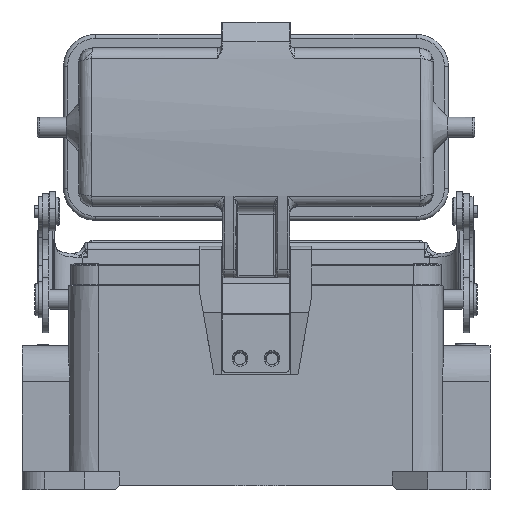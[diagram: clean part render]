
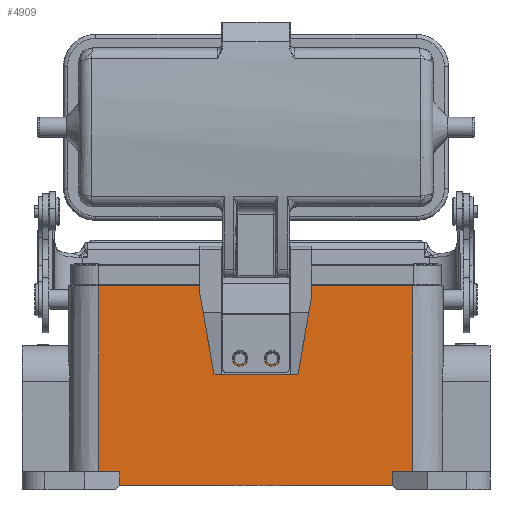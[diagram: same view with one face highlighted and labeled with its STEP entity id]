
A CAD part, front view. The second image highlights one B-rep face of the part: STEP entity #4909.
In plain terms, the highlighted planar face has unit normal (0, -1, 0.009).
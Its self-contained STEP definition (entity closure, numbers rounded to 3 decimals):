
#1048=FACE_BOUND('',#9249,.T.);
#1049=FACE_BOUND('',#9250,.T.);
#1050=FACE_BOUND('',#9251,.T.);
#1051=FACE_BOUND('',#9252,.T.);
#1942=PLANE('',#33970);
#4909=ADVANCED_FACE('',(#1048,#1049,#1050,#1051),#1942,.T.);
#9249=EDGE_LOOP('',(#21221));
#9250=EDGE_LOOP('',(#21222));
#9251=EDGE_LOOP('',(#21223));
#9252=EDGE_LOOP('',(#21224,#21225,#21226,#21227,#21228,#21229,#21230,#21231,
#21232,#21233,#21234,#21235));
#11167=LINE('',#57131,#13365);
#11168=LINE('',#57133,#13366);
#11180=LINE('',#57176,#13378);
#11185=LINE('',#57199,#13383);
#11192=LINE('',#57234,#13390);
#11221=LINE('',#57309,#13419);
#11224=LINE('',#57323,#13422);
#11231=LINE('',#57339,#13429);
#11365=LINE('',#57836,#13563);
#11378=LINE('',#57868,#13576);
#11380=LINE('',#57872,#13578);
#11381=LINE('',#57880,#13579);
#13365=VECTOR('',#39877,1.);
#13366=VECTOR('',#39880,1.);
#13378=VECTOR('',#39904,1.);
#13383=VECTOR('',#39917,1.);
#13390=VECTOR('',#39936,1.);
#13419=VECTOR('',#40009,1.);
#13422=VECTOR('',#40026,1.);
#13429=VECTOR('',#40037,1.);
#13563=VECTOR('',#40321,1.);
#13576=VECTOR('',#40354,1.);
#13578=VECTOR('',#40358,1.);
#13579=VECTOR('',#40367,1.);
#21221=ORIENTED_EDGE('',*,*,#29953,.F.);
#21222=ORIENTED_EDGE('',*,*,#29954,.F.);
#21223=ORIENTED_EDGE('',*,*,#29955,.F.);
#21224=ORIENTED_EDGE('',*,*,#29950,.T.);
#21225=ORIENTED_EDGE('',*,*,#29934,.T.);
#21226=ORIENTED_EDGE('',*,*,#29752,.F.);
#21227=ORIENTED_EDGE('',*,*,#29744,.T.);
#21228=ORIENTED_EDGE('',*,*,#29737,.F.);
#21229=ORIENTED_EDGE('',*,*,#29956,.T.);
#21230=ORIENTED_EDGE('',*,*,#29699,.F.);
#21231=ORIENTED_EDGE('',*,*,#29687,.T.);
#21232=ORIENTED_EDGE('',*,*,#29678,.T.);
#21233=ORIENTED_EDGE('',*,*,#29662,.T.);
#21234=ORIENTED_EDGE('',*,*,#29661,.F.);
#21235=ORIENTED_EDGE('',*,*,#29952,.F.);
#25522=VERTEX_POINT('',#57128);
#25523=VERTEX_POINT('',#57130);
#25524=VERTEX_POINT('',#57134);
#25537=VERTEX_POINT('',#57177);
#25543=VERTEX_POINT('',#57200);
#25553=VERTEX_POINT('',#57235);
#25574=VERTEX_POINT('',#57304);
#25576=VERTEX_POINT('',#57308);
#25581=VERTEX_POINT('',#57324);
#25588=VERTEX_POINT('',#57340);
#25708=VERTEX_POINT('',#57837);
#25717=VERTEX_POINT('',#57869);
#25718=VERTEX_POINT('',#57875);
#25719=VERTEX_POINT('',#57877);
#25720=VERTEX_POINT('',#57879);
#29661=EDGE_CURVE('',#25523,#25522,#11167,.T.);
#29662=EDGE_CURVE('',#25524,#25522,#11168,.T.);
#29678=EDGE_CURVE('',#25537,#25524,#11180,.T.);
#29687=EDGE_CURVE('',#25543,#25537,#11185,.T.);
#29699=EDGE_CURVE('',#25543,#25553,#11192,.T.);
#29737=EDGE_CURVE('',#25576,#25574,#11221,.T.);
#29744=EDGE_CURVE('',#25581,#25574,#11224,.T.);
#29752=EDGE_CURVE('',#25581,#25588,#11231,.T.);
#29934=EDGE_CURVE('',#25708,#25588,#11365,.T.);
#29950=EDGE_CURVE('',#25717,#25708,#11378,.T.);
#29952=EDGE_CURVE('',#25717,#25523,#11380,.T.);
#29953=EDGE_CURVE('',#25718,#25718,#31668,.T.);
#29954=EDGE_CURVE('',#25719,#25719,#31669,.T.);
#29955=EDGE_CURVE('',#25720,#25720,#31670,.T.);
#29956=EDGE_CURVE('',#25576,#25553,#11381,.T.);
#31668=CIRCLE('',#33967,1.5);
#31669=CIRCLE('',#33968,1.5);
#31670=CIRCLE('',#33969,1.5);
#33967=AXIS2_PLACEMENT_3D('',#57874,#40361,#40362);
#33968=AXIS2_PLACEMENT_3D('',#57876,#40363,#40364);
#33969=AXIS2_PLACEMENT_3D('',#57878,#40365,#40366);
#33970=AXIS2_PLACEMENT_3D('',#57881,#40368,#40369);
#39877=DIRECTION('',(1.,0.,0.));
#39880=DIRECTION('',(0.,-0.009,-1.));
#39904=DIRECTION('',(-1.,0.,0.));
#39917=DIRECTION('',(0.,0.009,1.));
#39936=DIRECTION('',(-1.,0.,0.));
#40009=DIRECTION('',(-1.,0.,0.));
#40026=DIRECTION('',(0.,-0.009,-1.));
#40037=DIRECTION('',(-1.,0.,0.));
#40321=DIRECTION('',(0.,-0.009,-1.));
#40354=DIRECTION('',(-1.,0.,0.));
#40358=DIRECTION('',(0.,-0.009,-1.));
#40361=DIRECTION('',(0.,-1.,0.009));
#40362=DIRECTION('',(1.,0.,0.));
#40363=DIRECTION('',(0.,-1.,0.009));
#40364=DIRECTION('',(1.,0.,0.));
#40365=DIRECTION('',(0.,-1.,0.009));
#40366=DIRECTION('',(1.,0.,0.));
#40367=DIRECTION('',(0.,0.009,1.));
#40368=DIRECTION('',(0.,-1.,0.009));
#40369=DIRECTION('',(-1.,0.,0.));
#57128=CARTESIAN_POINT('',(1.6,-21.526,21.5));
#57130=CARTESIAN_POINT('',(-1.6,-21.526,21.5));
#57131=CARTESIAN_POINT('',(-1.6,-21.526,21.5));
#57133=CARTESIAN_POINT('',(1.6,-21.5,24.5));
#57134=CARTESIAN_POINT('',(1.6,-21.5,24.5));
#57176=CARTESIAN_POINT('',(39.25,-21.5,24.5));
#57177=CARTESIAN_POINT('',(39.25,-21.5,24.5));
#57199=CARTESIAN_POINT('',(39.25,-21.906,-22.));
#57200=CARTESIAN_POINT('',(39.25,-21.906,-22.));
#57234=CARTESIAN_POINT('',(39.25,-21.906,-22.));
#57235=CARTESIAN_POINT('',(34.,-21.906,-22.));
#57304=CARTESIAN_POINT('',(-34.,-21.936,-25.5));
#57308=CARTESIAN_POINT('',(34.,-21.936,-25.5));
#57309=CARTESIAN_POINT('',(34.,-21.936,-25.5));
#57323=CARTESIAN_POINT('',(-34.,-21.906,-22.));
#57324=CARTESIAN_POINT('',(-34.,-21.906,-22.));
#57339=CARTESIAN_POINT('',(-34.,-21.906,-22.));
#57340=CARTESIAN_POINT('',(-39.25,-21.906,-22.));
#57836=CARTESIAN_POINT('',(-39.25,-21.5,24.5));
#57837=CARTESIAN_POINT('',(-39.25,-21.5,24.5));
#57868=CARTESIAN_POINT('',(-1.6,-21.5,24.5));
#57869=CARTESIAN_POINT('',(-1.6,-21.5,24.5));
#57872=CARTESIAN_POINT('',(-1.6,-21.5,24.5));
#57874=CARTESIAN_POINT('',(4.,-21.66,6.212));
#57875=CARTESIAN_POINT('',(5.5,-21.66,6.212));
#57876=CARTESIAN_POINT('',(0.,-21.542,19.712));
#57877=CARTESIAN_POINT('',(1.5,-21.542,19.712));
#57878=CARTESIAN_POINT('',(-4.,-21.66,6.212));
#57879=CARTESIAN_POINT('',(-2.5,-21.66,6.212));
#57880=CARTESIAN_POINT('',(34.,-21.936,-25.5));
#57881=CARTESIAN_POINT('',(-41.628,-21.5,24.5));
